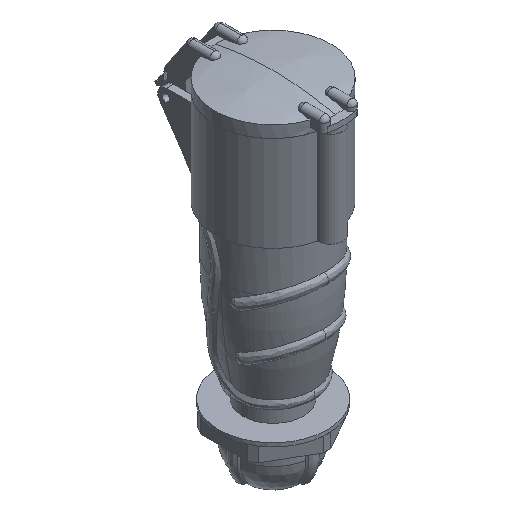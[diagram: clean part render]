
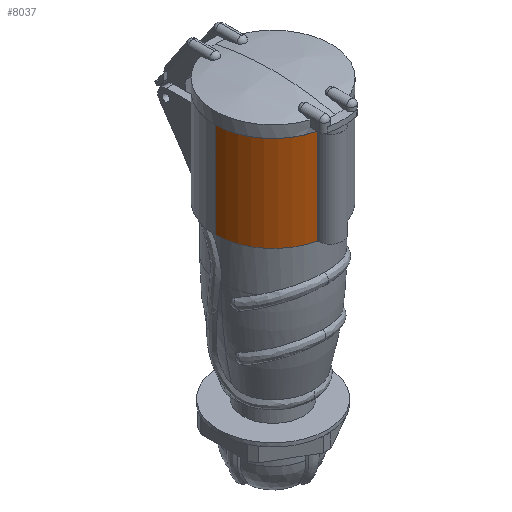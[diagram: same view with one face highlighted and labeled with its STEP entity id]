
A CAD part, isometric view. The second image highlights one B-rep face of the part: STEP entity #8037.
In plain terms, the highlighted cylindrical face has radius 32.05 mm (diameter 64.1 mm), a partial arc.
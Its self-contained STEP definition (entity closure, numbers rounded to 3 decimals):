
#14 = CARTESIAN_POINT ( 'NONE',  ( -6.792, -31.322, 0. ) ) ;
#215 = ORIENTED_EDGE ( 'NONE', *, *, #24490, .T. ) ;
#482 = DIRECTION ( 'NONE',  ( -1., 0., 0. ) ) ;
#1171 = VECTOR ( 'NONE', #19319, 1000. ) ;
#1477 = AXIS2_PLACEMENT_3D ( 'NONE', #6142, #28399, #14857 ) ;
#1616 = CARTESIAN_POINT ( 'NONE',  ( -32.05, 0., 0. ) ) ;
#1787 = AXIS2_PLACEMENT_3D ( 'NONE', #3161, #18738, #482 ) ;
#3004 = DIRECTION ( 'NONE',  ( -1., 0., 0. ) ) ;
#3161 = CARTESIAN_POINT ( 'NONE',  ( 0., 0., 52.6 ) ) ;
#3889 = VERTEX_POINT ( 'NONE', #1616 ) ;
#4515 = ORIENTED_EDGE ( 'NONE', *, *, #23144, .F. ) ;
#5924 = DIRECTION ( 'NONE',  ( 0., 0., -1. ) ) ;
#6072 = CARTESIAN_POINT ( 'NONE',  ( -32.05, 0., 4.625 ) ) ;
#6142 = CARTESIAN_POINT ( 'NONE',  ( 0., 0., 4.625 ) ) ;
#6603 = CARTESIAN_POINT ( 'NONE',  ( -6.792, -31.322, 52.6 ) ) ;
#6906 = EDGE_CURVE ( 'NONE', #19071, #3889, #24294, .T. ) ;
#8037 = ADVANCED_FACE ( 'NONE', ( #19493 ), #8356, .T. ) ;
#8356 = CYLINDRICAL_SURFACE ( 'NONE', #1477, 32.05 ) ;
#8509 = ORIENTED_EDGE ( 'NONE', *, *, #6906, .T. ) ;
#10038 = VERTEX_POINT ( 'NONE', #14 ) ;
#10259 = LINE ( 'NONE', #16931, #1171 ) ;
#11328 = VERTEX_POINT ( 'NONE', #6603 ) ;
#12085 = EDGE_LOOP ( 'NONE', ( #215, #8509, #4515, #19590 ) ) ;
#14857 = DIRECTION ( 'NONE',  ( -1., 0., 0. ) ) ;
#16931 = CARTESIAN_POINT ( 'NONE',  ( -6.792, -31.322, 26.3 ) ) ;
#17074 = DIRECTION ( 'NONE',  ( 0., 0., -1. ) ) ;
#17491 = EDGE_CURVE ( 'NONE', #11328, #10038, #10259, .T. ) ;
#18738 = DIRECTION ( 'NONE',  ( 0., 0., -1. ) ) ;
#19071 = VERTEX_POINT ( 'NONE', #27458 ) ;
#19319 = DIRECTION ( 'NONE',  ( 0., 0., -1. ) ) ;
#19493 = FACE_OUTER_BOUND ( 'NONE', #12085, .T. ) ;
#19590 = ORIENTED_EDGE ( 'NONE', *, *, #17491, .F. ) ;
#20745 = CIRCLE ( 'NONE', #27335, 32.05 ) ;
#22758 = VECTOR ( 'NONE', #5924, 1000. ) ;
#23144 = EDGE_CURVE ( 'NONE', #10038, #3889, #20745, .T. ) ;
#24294 = LINE ( 'NONE', #6072, #22758 ) ;
#24490 = EDGE_CURVE ( 'NONE', #11328, #19071, #28785, .T. ) ;
#26129 = CARTESIAN_POINT ( 'NONE',  ( 0., 0., 0. ) ) ;
#27335 = AXIS2_PLACEMENT_3D ( 'NONE', #26129, #17074, #3004 ) ;
#27458 = CARTESIAN_POINT ( 'NONE',  ( -32.05, 0., 52.6 ) ) ;
#28399 = DIRECTION ( 'NONE',  ( 0., 0., -1. ) ) ;
#28785 = CIRCLE ( 'NONE', #1787, 32.05 ) ;
